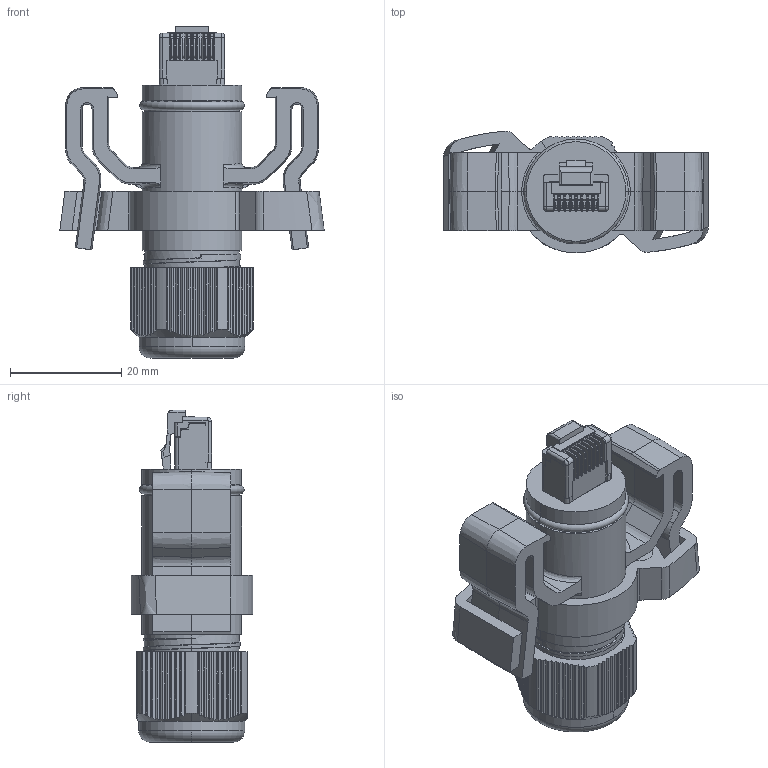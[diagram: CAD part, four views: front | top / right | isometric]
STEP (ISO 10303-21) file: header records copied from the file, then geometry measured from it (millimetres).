
FILE_DESCRIPTION (( 'STEP AP214' ), '1' );
FILE_NAME ('J00026A0150H50.STEP', '2017-08-16T10:01:27', ( '' ), ( '' ), 'SwSTEP 2.0', 'SolidWorks 2017', '' );
FILE_SCHEMA (( 'AUTOMOTIVE_DESIGN' ));
Length unit declared in the file: millimetre
Products named in the file (1): J00026A0150H50
Bounding box: 47.48 x 21.85 x 59.6 mm (x, y, z)
Volume: 20124.5 mm3; surface area: 10408.9 mm2
Topology: 1 solids, 1 shells, 1000 faces, 2822 edges, 1842 vertices
Faces by surface type: plane 700, cylinder 181, cone 56, bspline 39, torus 24
Entity records: 37356 total; most frequent: CARTESIAN_POINT 11779, ORIENTED_EDGE 5644, DIRECTION 4916, EDGE_CURVE 2822, VECTOR 2052, LINE 2052, VERTEX_POINT 1842, AXIS2_PLACEMENT_3D 1432
